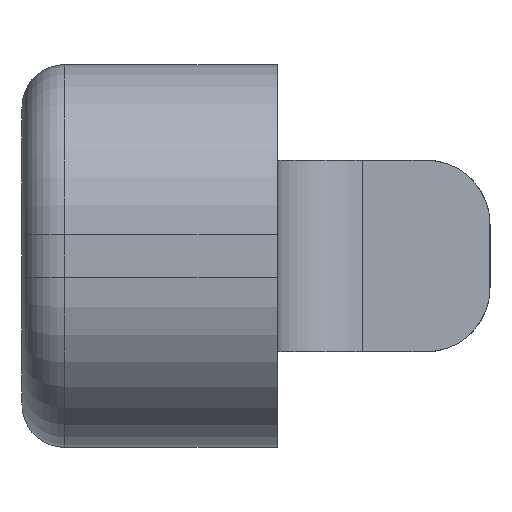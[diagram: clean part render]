
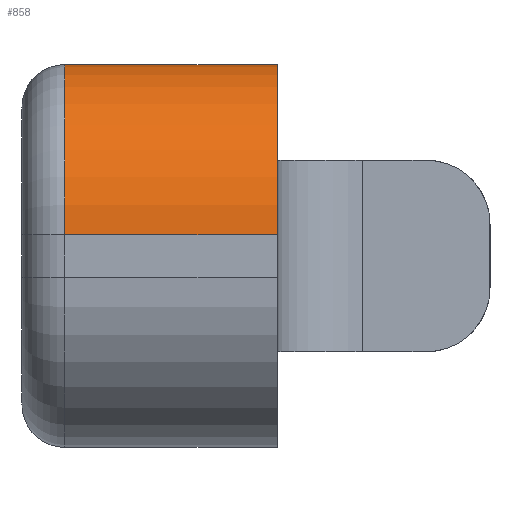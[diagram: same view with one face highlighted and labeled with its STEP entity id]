
A CAD part, left-side view. The second image highlights one B-rep face of the part: STEP entity #858.
In plain terms, the highlighted cylindrical face has radius 4 mm (diameter 8 mm), a partial arc.
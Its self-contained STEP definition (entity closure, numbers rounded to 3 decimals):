
#70=FACE_OUTER_BOUND('',#121,.T.);
#121=EDGE_LOOP('',(#632,#633,#634,#635));
#191=LINE('',#1378,#264);
#192=LINE('',#1379,#265);
#264=VECTOR('',#1109,10.);
#265=VECTOR('',#1110,10.);
#326=CIRCLE('',#940,4.);
#329=CIRCLE('',#944,4.);
#387=VERTEX_POINT('',#1366);
#389=VERTEX_POINT('',#1369);
#391=VERTEX_POINT('',#1375);
#392=VERTEX_POINT('',#1376);
#482=EDGE_CURVE('',#389,#387,#326,.F.);
#485=EDGE_CURVE('',#391,#392,#329,.T.);
#486=EDGE_CURVE('',#392,#389,#191,.T.);
#487=EDGE_CURVE('',#387,#391,#192,.T.);
#632=ORIENTED_EDGE('',*,*,#485,.T.);
#633=ORIENTED_EDGE('',*,*,#486,.T.);
#634=ORIENTED_EDGE('',*,*,#482,.T.);
#635=ORIENTED_EDGE('',*,*,#487,.T.);
#826=CYLINDRICAL_SURFACE('',#943,4.);
#858=ADVANCED_FACE('',(#70),#826,.T.);
#940=AXIS2_PLACEMENT_3D('',#1370,#1099,#1100);
#943=AXIS2_PLACEMENT_3D('',#1374,#1105,#1106);
#944=AXIS2_PLACEMENT_3D('',#1377,#1107,#1108);
#1099=DIRECTION('center_axis',(0.,1.,0.));
#1100=DIRECTION('ref_axis',(0.,0.,1.));
#1105=DIRECTION('center_axis',(0.,1.,0.));
#1106=DIRECTION('ref_axis',(-0.707,0.,0.707));
#1107=DIRECTION('center_axis',(0.,1.,0.));
#1108=DIRECTION('ref_axis',(-0.707,0.,0.707));
#1109=DIRECTION('',(0.,1.,0.));
#1110=DIRECTION('',(0.,-1.,0.));
#1366=CARTESIAN_POINT('',(-115.626,5.,39.));
#1369=CARTESIAN_POINT('',(-111.626,5.,43.));
#1370=CARTESIAN_POINT('Origin',(-111.626,5.,39.));
#1374=CARTESIAN_POINT('Origin',(-111.626,8.75,39.));
#1375=CARTESIAN_POINT('',(-115.626,0.,39.));
#1376=CARTESIAN_POINT('',(-111.626,0.,43.));
#1377=CARTESIAN_POINT('Origin',(-111.626,0.,39.));
#1378=CARTESIAN_POINT('',(-111.626,8.75,43.));
#1379=CARTESIAN_POINT('',(-115.626,8.75,39.));
